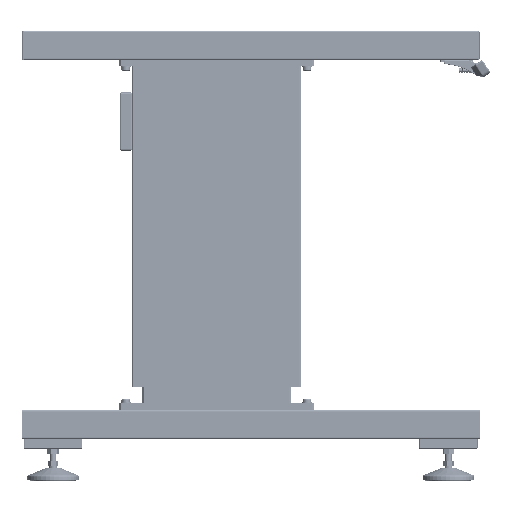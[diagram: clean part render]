
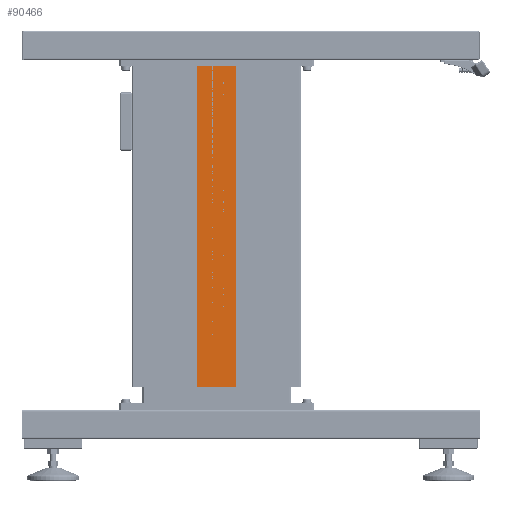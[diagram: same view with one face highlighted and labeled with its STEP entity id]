
A CAD part, left-side view. The second image highlights one B-rep face of the part: STEP entity #90466.
In plain terms, the highlighted face is planar.
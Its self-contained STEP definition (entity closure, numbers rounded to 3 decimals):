
#2826=PLANE('',#98016);
#9666=FACE_OUTER_BOUND('',#14544,.T.);
#14544=EDGE_LOOP('',(#72874,#72875,#72876,#72877));
#22264=LINE('',#143419,#30557);
#22265=LINE('',#143421,#30558);
#22266=LINE('',#143423,#30559);
#22267=LINE('',#143424,#30560);
#30557=VECTOR('',#115589,10.);
#30558=VECTOR('',#115590,10.);
#30559=VECTOR('',#115591,10.);
#30560=VECTOR('',#115592,10.);
#42968=VERTEX_POINT('',#143417);
#42969=VERTEX_POINT('',#143418);
#42970=VERTEX_POINT('',#143420);
#42971=VERTEX_POINT('',#143422);
#53528=EDGE_CURVE('',#42968,#42969,#22264,.T.);
#53529=EDGE_CURVE('',#42970,#42968,#22265,.T.);
#53530=EDGE_CURVE('',#42971,#42970,#22266,.T.);
#53531=EDGE_CURVE('',#42969,#42971,#22267,.T.);
#72874=ORIENTED_EDGE('',*,*,#53528,.F.);
#72875=ORIENTED_EDGE('',*,*,#53529,.F.);
#72876=ORIENTED_EDGE('',*,*,#53530,.F.);
#72877=ORIENTED_EDGE('',*,*,#53531,.F.);
#90466=ADVANCED_FACE('',(#9666),#2826,.T.);
#98016=AXIS2_PLACEMENT_3D('',#143416,#115587,#115588);
#115587=DIRECTION('center_axis',(0.,0.,
1.));
#115588=DIRECTION('ref_axis',(1.,0.,0.));
#115589=DIRECTION('',(1.,0.,0.));
#115590=DIRECTION('',(0.,1.,0.));
#115591=DIRECTION('',(-1.,0.,0.));
#115592=DIRECTION('',(0.,-1.,0.));
#143416=CARTESIAN_POINT('Origin',(-0.09,247.5,-30.));
#143417=CARTESIAN_POINT('',(-29.56,495.,-30.));
#143418=CARTESIAN_POINT('',(29.38,495.,-30.));
#143419=CARTESIAN_POINT('',(-29.56,495.,-30.));
#143420=CARTESIAN_POINT('',(-29.56,0.,-30.));
#143421=CARTESIAN_POINT('',(-29.56,0.,-30.));
#143422=CARTESIAN_POINT('',(29.38,0.,-30.));
#143423=CARTESIAN_POINT('',(29.38,0.,-30.));
#143424=CARTESIAN_POINT('',(29.38,495.,-30.));
